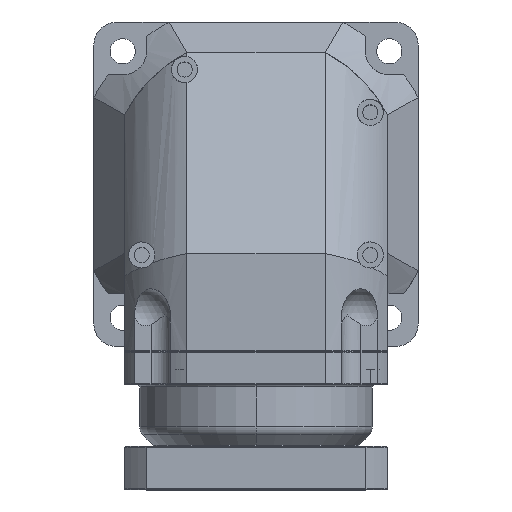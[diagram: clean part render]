
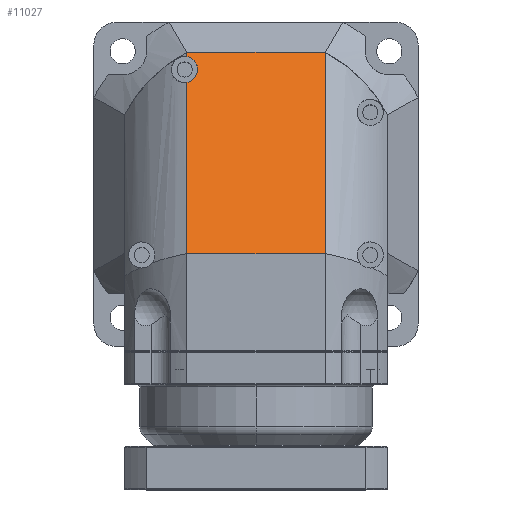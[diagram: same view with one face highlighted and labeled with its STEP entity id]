
A CAD part, top view. The second image highlights one B-rep face of the part: STEP entity #11027.
In plain terms, the highlighted face is planar.
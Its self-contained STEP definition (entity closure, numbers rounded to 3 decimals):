
#6747=CARTESIAN_POINT('',(16.5,-57.5,30.311));
#7151=DIRECTION('',(0.,0.,-1.));
#7152=VECTOR('',#7151,60.622);
#7153=CARTESIAN_POINT('',(16.5,-57.5,30.311));
#7154=LINE('',#7153,#7152);
#7155=CARTESIAN_POINT('',(5.478,-44.365,30.311));
#7156=CARTESIAN_POINT('',(5.528,-44.424,29.96));
#7157=CARTESIAN_POINT('',(5.627,-44.542,29.542));
#7158=CARTESIAN_POINT('',(5.825,-44.778,28.895));
#7159=CARTESIAN_POINT('',(6.073,-45.073,28.335));
#7160=CARTESIAN_POINT('',(6.37,-45.428,27.807));
#7161=CARTESIAN_POINT('',(6.767,-45.9,27.243));
#7162=CARTESIAN_POINT('',(7.262,-46.491,26.708));
#7163=CARTESIAN_POINT('',(7.857,-47.2,26.241));
#7164=CARTESIAN_POINT('',(8.452,-47.908,25.905));
#7165=CARTESIAN_POINT('',(9.245,-48.854,25.601));
#7166=CARTESIAN_POINT('',(10.236,-50.035,25.458));
#7167=CARTESIAN_POINT('',(11.227,-51.216,25.601));
#7168=CARTESIAN_POINT('',(12.02,-52.161,25.905));
#7169=CARTESIAN_POINT('',(12.615,-52.87,26.241));
#7170=CARTESIAN_POINT('',(13.21,-53.579,26.708));
#7171=CARTESIAN_POINT('',(13.705,-54.169,27.243));
#7172=CARTESIAN_POINT('',(14.102,-54.642,27.807));
#7173=CARTESIAN_POINT('',(14.399,-54.996,28.335));
#7174=CARTESIAN_POINT('',(14.647,-55.292,28.895));
#7175=CARTESIAN_POINT('',(14.845,-55.528,29.542));
#7176=CARTESIAN_POINT('',(14.944,-55.646,29.96));
#7177=CARTESIAN_POINT('',(14.994,-55.705,30.311));
#7179=DIRECTION('',(0.643,-0.766,0.));
#7180=VECTOR('',#7179,2.343);
#7181=CARTESIAN_POINT('',(14.994,-55.705,30.311));
#7182=LINE('',#7181,#7180);
#7183=DIRECTION('',(-0.643,0.766,0.));
#7184=VECTOR('',#7183,115.124);
#7185=CARTESIAN_POINT('',(16.5,-57.5,-30.311));
#7186=LINE('',#7185,#7184);
#7187=DIRECTION('',(0.643,-0.766,0.));
#7188=VECTOR('',#7187,97.977);
#7189=CARTESIAN_POINT('',(-57.5,30.69,30.311));
#7190=LINE('',#7189,#7188);
#7941=DIRECTION('',(0.,0.,1.));
#7942=VECTOR('',#7941,60.622);
#7943=CARTESIAN_POINT('',(-57.5,30.69,-30.311));
#7944=LINE('',#7943,#7942);
#9329=VERTEX_POINT('',#7155);
#9330=VERTEX_POINT('',#7177);
#9371=VERTEX_POINT('',#6747);
#9376=CARTESIAN_POINT('',(16.5,-57.5,-30.311));
#9377=CARTESIAN_POINT('',(-57.5,30.69,-30.311));
#9378=VERTEX_POINT('',#9376);
#9379=VERTEX_POINT('',#9377);
#9380=CARTESIAN_POINT('',(-57.5,30.69,30.311));
#9381=VERTEX_POINT('',#9380);
#11009=CARTESIAN_POINT('',(16.5,-57.5,78.));
#11010=DIRECTION('',(0.766,0.643,0.));
#11011=DIRECTION('',(-0.643,0.766,0.));
#11012=AXIS2_PLACEMENT_3D('',#11009,#11010,#11011);
#11013=PLANE('',#11012);
#11015=ORIENTED_EDGE('',*,*,#11014,.T.);
#11017=ORIENTED_EDGE('',*,*,#11016,.T.);
#11018=ORIENTED_EDGE('',*,*,#11002,.T.);
#11020=ORIENTED_EDGE('',*,*,#11019,.T.);
#11022=ORIENTED_EDGE('',*,*,#11021,.T.);
#11024=ORIENTED_EDGE('',*,*,#11023,.T.);
#11025=EDGE_LOOP('',(#11015,#11017,#11018,#11020,#11022,#11024));
#11026=FACE_OUTER_BOUND('',#11025,.F.);
#11027=ADVANCED_FACE('',(#11026),#11013,.F.);
#7178=B_SPLINE_CURVE_WITH_KNOTS('',3,(#7155,#7156,#7157,#7158,#7159,#7160,#7161,
#7162,#7163,#7164,#7165,#7166,#7167,#7168,#7169,#7170,#7171,#7172,#7173,#7174,
#7175,#7176,#7177),.UNSPECIFIED.,.F.,.F.,(4,1,1,1,1,1,1,1,1,1,1,1,1,1,1,1,1,1,1,
1,4),(0.,0.016,0.031,0.063,0.094,0.125,0.188,0.25,0.313,
0.375,0.5,0.625,0.688,0.75,0.813,0.875,0.906,0.938,
0.969,0.984,1.),.UNSPECIFIED.);
#11002=EDGE_CURVE('',#9371,#9378,#7154,.T.);
#11014=EDGE_CURVE('',#9329,#9330,#7178,.T.);
#11016=EDGE_CURVE('',#9330,#9371,#7182,.T.);
#11019=EDGE_CURVE('',#9378,#9379,#7186,.T.);
#11021=EDGE_CURVE('',#9379,#9381,#7944,.T.);
#11023=EDGE_CURVE('',#9381,#9329,#7190,.T.);
